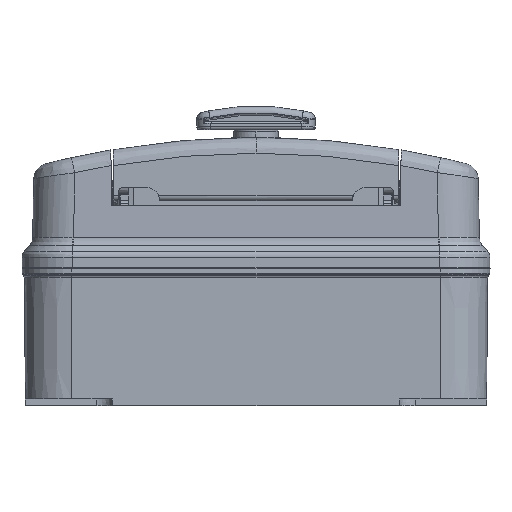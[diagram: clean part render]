
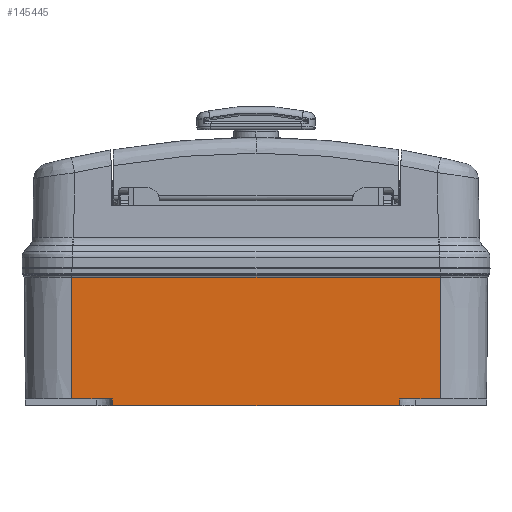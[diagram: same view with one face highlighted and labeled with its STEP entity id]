
A CAD part, left-side view. The second image highlights one B-rep face of the part: STEP entity #145445.
In plain terms, the highlighted face is planar.
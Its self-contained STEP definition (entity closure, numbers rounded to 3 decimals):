
#168 = EDGE_CURVE ( 'NONE', #117370, #119553, #87341, .T. ) ;
#2932 = CARTESIAN_POINT ( 'NONE',  ( 70.15, -83.121, 6.284 ) ) ;
#6573 = CARTESIAN_POINT ( 'NONE',  ( -70.15, -83.15, 3. ) ) ;
#9010 = DIRECTION ( 'NONE',  ( 1., 0., 0. ) ) ;
#11940 = VECTOR ( 'NONE', #34659, 1000. ) ;
#16391 = CARTESIAN_POINT ( 'NONE',  ( -88.15, -83.15, 3. ) ) ;
#18415 = CARTESIAN_POINT ( 'NONE',  ( -70.15, -82.718, 52.5 ) ) ;
#21205 = VECTOR ( 'NONE', #54247, 1000. ) ;
#23260 = ORIENTED_EDGE ( 'NONE', *, *, #56128, .F. ) ;
#23838 = LINE ( 'NONE', #59773, #33430 ) ;
#27265 = DIRECTION ( 'NONE',  ( 0., 0.009, 1. ) ) ;
#27370 = ORIENTED_EDGE ( 'NONE', *, *, #100837, .T. ) ;
#27470 = CARTESIAN_POINT ( 'NONE',  ( -88.15, -82.696, 55. ) ) ;
#27618 = ORIENTED_EDGE ( 'NONE', *, *, #135244, .T. ) ;
#33102 = VECTOR ( 'NONE', #61014, 1000. ) ;
#33430 = VECTOR ( 'NONE', #9010, 1000. ) ;
#34659 = DIRECTION ( 'NONE',  ( 1., 0., 0. ) ) ;
#36537 = CARTESIAN_POINT ( 'NONE',  ( 70.15, -82.718, 52.5 ) ) ;
#39853 = FACE_OUTER_BOUND ( 'NONE', #72334, .T. ) ;
#41558 = CARTESIAN_POINT ( 'NONE',  ( 54.6, -82.718, 52.496 ) ) ;
#46292 = EDGE_CURVE ( 'NONE', #81421, #119553, #23838, .T. ) ;
#49970 = VERTEX_POINT ( 'NONE', #50838 ) ;
#50017 = PLANE ( 'NONE',  #133899 ) ;
#50838 = CARTESIAN_POINT ( 'NONE',  ( 54.578, -82.696, 55. ) ) ;
#51567 = DIRECTION ( 'NONE',  ( 0., -0.009, -1. ) ) ;
#51942 = VECTOR ( 'NONE', #134264, 1000. ) ;
#54164 = ORIENTED_EDGE ( 'NONE', *, *, #111916, .T. ) ;
#54247 = DIRECTION ( 'NONE',  ( 0., -0.009, -1. ) ) ;
#54792 = LINE ( 'NONE', #41558, #86175 ) ;
#56128 = EDGE_CURVE ( 'NONE', #49970, #92212, #54792, .T. ) ;
#57470 = CARTESIAN_POINT ( 'NONE',  ( 54.6, -82.718, 52.5 ) ) ;
#59773 = CARTESIAN_POINT ( 'NONE',  ( -88.15, -82.718, 52.5 ) ) ;
#60557 = ORIENTED_EDGE ( 'NONE', *, *, #168, .T. ) ;
#61014 = DIRECTION ( 'NONE',  ( 1., 0., 0. ) ) ;
#64825 = DIRECTION ( 'NONE',  ( 0., -1., 0.009 ) ) ;
#66526 = DIRECTION ( 'NONE',  ( 0.009, -0.009, -1. ) ) ;
#69078 = CARTESIAN_POINT ( 'NONE',  ( -88.15, -83.121, 6.284 ) ) ;
#69945 = VECTOR ( 'NONE', #27265, 1000. ) ;
#72334 = EDGE_LOOP ( 'NONE', ( #89603, #27618, #54164, #73036, #23260, #27370, #60557, #77597 ) ) ;
#73036 = ORIENTED_EDGE ( 'NONE', *, *, #122877, .F. ) ;
#77597 = ORIENTED_EDGE ( 'NONE', *, *, #46292, .F. ) ;
#80071 = VERTEX_POINT ( 'NONE', #114862 ) ;
#81421 = VERTEX_POINT ( 'NONE', #18415 ) ;
#82940 = LINE ( 'NONE', #130621, #33102 ) ;
#86175 = VECTOR ( 'NONE', #66526, 1000. ) ;
#86583 = CARTESIAN_POINT ( 'NONE',  ( -55.035, -83.153, 2.711 ) ) ;
#87341 = LINE ( 'NONE', #86583, #51942 ) ;
#89025 = CARTESIAN_POINT ( 'NONE',  ( -54.578, -82.696, 55. ) ) ;
#89603 = ORIENTED_EDGE ( 'NONE', *, *, #118765, .T. ) ;
#92212 = VERTEX_POINT ( 'NONE', #57470 ) ;
#97599 = CARTESIAN_POINT ( 'NONE',  ( 70.15, -83.15, 3. ) ) ;
#98031 = VECTOR ( 'NONE', #123563, 1000. ) ;
#99932 = LINE ( 'NONE', #97599, #69945 ) ;
#100837 = EDGE_CURVE ( 'NONE', #49970, #117370, #102458, .T. ) ;
#102083 = VERTEX_POINT ( 'NONE', #36537 ) ;
#102458 = LINE ( 'NONE', #27470, #98031 ) ;
#106548 = LINE ( 'NONE', #69078, #11940 ) ;
#111916 = EDGE_CURVE ( 'NONE', #122258, #102083, #99932, .T. ) ;
#114862 = CARTESIAN_POINT ( 'NONE',  ( -70.15, -83.121, 6.284 ) ) ;
#117370 = VERTEX_POINT ( 'NONE', #89025 ) ;
#118765 = EDGE_CURVE ( 'NONE', #81421, #80071, #148817, .T. ) ;
#119553 = VERTEX_POINT ( 'NONE', #126282 ) ;
#122258 = VERTEX_POINT ( 'NONE', #2932 ) ;
#122877 = EDGE_CURVE ( 'NONE', #92212, #102083, #82940, .T. ) ;
#123563 = DIRECTION ( 'NONE',  ( -1., 0., 0. ) ) ;
#126282 = CARTESIAN_POINT ( 'NONE',  ( -54.6, -82.718, 52.5 ) ) ;
#130621 = CARTESIAN_POINT ( 'NONE',  ( -88.15, -82.718, 52.5 ) ) ;
#133899 = AXIS2_PLACEMENT_3D ( 'NONE', #16391, #64825, #51567 ) ;
#134264 = DIRECTION ( 'NONE',  ( -0.009, -0.009, -1. ) ) ;
#135244 = EDGE_CURVE ( '������91', #80071, #122258, #106548, .T. ) ;
#145445 = ADVANCED_FACE ( '�����16', ( #39853 ), #50017, .T. ) ;
#148817 = LINE ( 'NONE', #6573, #21205 ) ;
